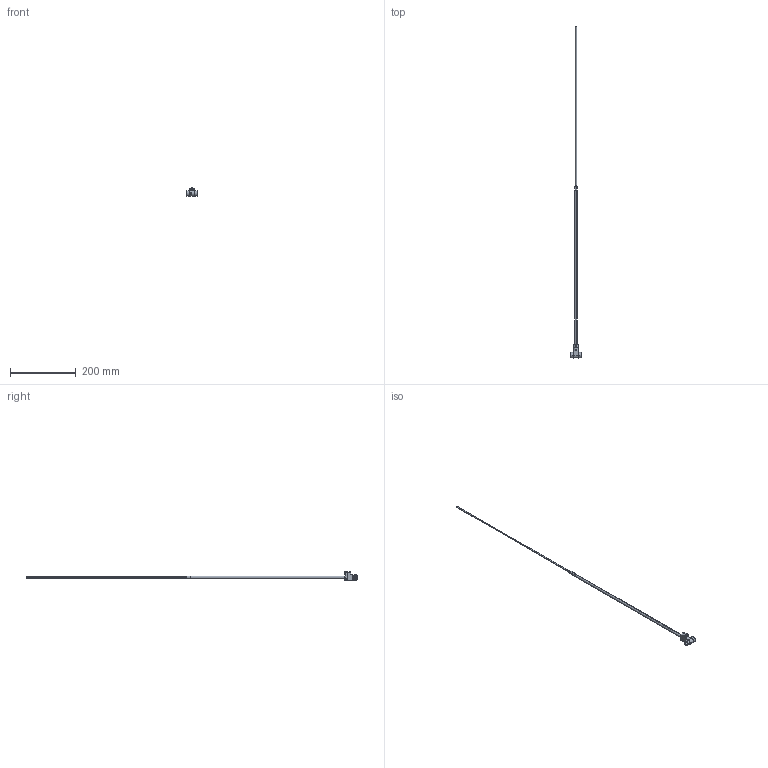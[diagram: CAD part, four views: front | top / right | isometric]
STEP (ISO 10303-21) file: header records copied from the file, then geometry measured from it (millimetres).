
FILE_DESCRIPTION (( 'STEP AP214' ), '1' );
FILE_NAME ('FC220500.STEP', '2018-06-28T08:13:23', ( '' ), ( '' ), 'SwSTEP 2.0', 'SolidWorks 2017', '' );
FILE_SCHEMA (( 'AUTOMOTIVE_DESIGN' ));
Length unit declared in the file: millimetre
Products named in the file (8): 9FC220300-BASE; 9FC220300-TI; 9FC220500-TE; 1DIN912410_DIN 912 M4 x 16 --- 16C; 3JT7X2-VIT; FC220500; 9FC220300-M; 1BOLAØ5
Assembly tree (8 placements, depth 2):
  FC220500
    9FC220300-TI  x2
    9FC220500-TE
    1DIN912410_DIN 912 M4 x 16 --- 16C
    3JT7X2-VIT
    9FC220300-BASE
    9FC220300-M
    1BOLAØ5
Bounding box: 32 x 1012 x 27 mm (x, y, z)
Volume: 29747.3 mm3; surface area: 48761.4 mm2
Topology: 8 solids, 8 shells, 192 faces, 440 edges, 266 vertices
Faces by surface type: plane 75, cylinder 67, cone 26, torus 16, bspline 6, sphere 2
Entity records: 6139 total; most frequent: CARTESIAN_POINT 1411, DIRECTION 977, ORIENTED_EDGE 842, EDGE_CURVE 421, AXIS2_PLACEMENT_3D 387, VERTEX_POINT 255, EDGE_LOOP 212, VECTOR 203
